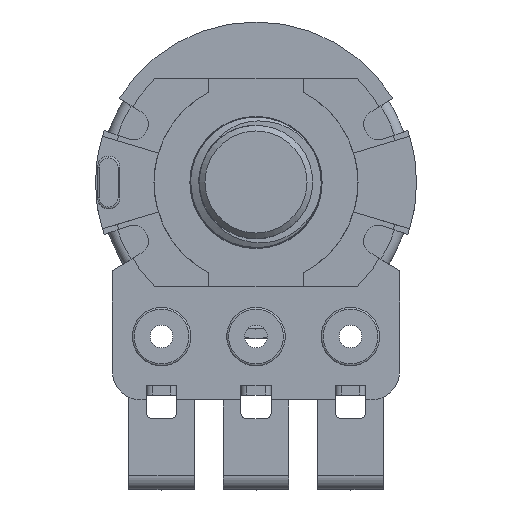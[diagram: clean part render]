
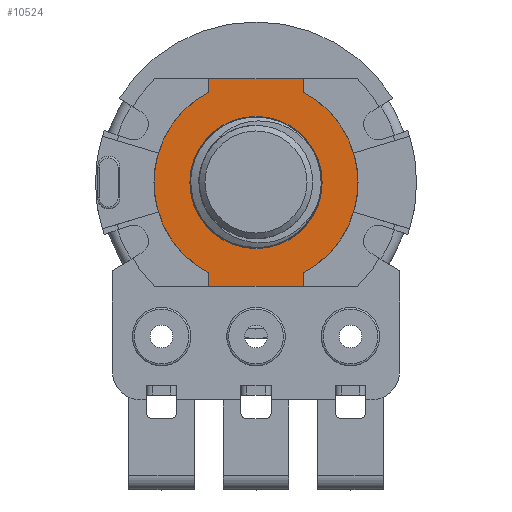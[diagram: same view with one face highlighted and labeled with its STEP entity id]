
A CAD part, top view. The second image highlights one B-rep face of the part: STEP entity #10524.
In plain terms, the highlighted planar face has unit normal (0, 0, 1).
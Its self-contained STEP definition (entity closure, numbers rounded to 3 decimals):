
#946=FACE_BOUND('',#1836,.T.);
#1011=PLANE('',#11178);
#1236=FACE_OUTER_BOUND('',#1835,.T.);
#1835=EDGE_LOOP('',(#7345,#7346,#7347,#7348,#7349,#7350,#7351,#7352));
#1836=EDGE_LOOP('',(#7353));
#2427=CIRCLE('',#11131,3.5);
#2435=CIRCLE('',#11149,5.4);
#2440=CIRCLE('',#11157,5.4);
#2750=LINE('',#15192,#3537);
#2752=LINE('',#15196,#3539);
#2754=LINE('',#15199,#3541);
#2755=LINE('',#15202,#3542);
#2757=LINE('',#15206,#3544);
#2759=LINE('',#15209,#3546);
#3537=VECTOR('',#11889,10.);
#3539=VECTOR('',#11893,10.);
#3541=VECTOR('',#11897,10.);
#3542=VECTOR('',#11900,10.);
#3544=VECTOR('',#11904,10.);
#3546=VECTOR('',#11908,10.);
#4310=VERTEX_POINT('',#15061);
#4336=VERTEX_POINT('',#15130);
#4337=VERTEX_POINT('',#15132);
#4343=VERTEX_POINT('',#15150);
#4344=VERTEX_POINT('',#15152);
#4355=VERTEX_POINT('',#15191);
#4356=VERTEX_POINT('',#15195);
#4357=VERTEX_POINT('',#15201);
#4358=VERTEX_POINT('',#15205);
#5447=EDGE_CURVE('',#4310,#4310,#2427,.T.);
#5480=EDGE_CURVE('',#4337,#4336,#2435,.T.);
#5490=EDGE_CURVE('',#4344,#4343,#2440,.T.);
#5510=EDGE_CURVE('',#4336,#4355,#2750,.T.);
#5512=EDGE_CURVE('',#4355,#4356,#2752,.T.);
#5514=EDGE_CURVE('',#4356,#4344,#2754,.T.);
#5515=EDGE_CURVE('',#4343,#4357,#2755,.T.);
#5517=EDGE_CURVE('',#4358,#4357,#2757,.T.);
#5519=EDGE_CURVE('',#4358,#4337,#2759,.T.);
#7345=ORIENTED_EDGE('',*,*,#5519,.T.);
#7346=ORIENTED_EDGE('',*,*,#5480,.T.);
#7347=ORIENTED_EDGE('',*,*,#5510,.T.);
#7348=ORIENTED_EDGE('',*,*,#5512,.T.);
#7349=ORIENTED_EDGE('',*,*,#5514,.T.);
#7350=ORIENTED_EDGE('',*,*,#5490,.T.);
#7351=ORIENTED_EDGE('',*,*,#5515,.T.);
#7352=ORIENTED_EDGE('',*,*,#5517,.F.);
#7353=ORIENTED_EDGE('',*,*,#5447,.T.);
#10524=ADVANCED_FACE('',(#1236,#946),#1011,.T.);
#11131=AXIS2_PLACEMENT_3D('',#15063,#11763,#11764);
#11149=AXIS2_PLACEMENT_3D('',#15133,#11824,#11825);
#11157=AXIS2_PLACEMENT_3D('',#15153,#11845,#11846);
#11178=AXIS2_PLACEMENT_3D('',#15210,#11909,#11910);
#11763=DIRECTION('center_axis',(0.,0.,-1.));
#11764=DIRECTION('ref_axis',(-1.,0.,0.));
#11824=DIRECTION('center_axis',(0.,0.,1.));
#11825=DIRECTION('ref_axis',(-0.463,0.886,0.));
#11845=DIRECTION('center_axis',(0.,0.,1.));
#11846=DIRECTION('ref_axis',(0.463,-0.886,0.));
#11889=DIRECTION('',(0.,-1.,0.));
#11893=DIRECTION('',(1.,0.,0.));
#11897=DIRECTION('',(0.,1.,0.));
#11900=DIRECTION('',(0.,1.,0.));
#11904=DIRECTION('',(1.,0.,0.));
#11908=DIRECTION('',(0.,-1.,0.));
#11909=DIRECTION('center_axis',(0.,0.,1.));
#11910=DIRECTION('ref_axis',(1.,0.,0.));
#15061=CARTESIAN_POINT('',(3.5,0.,10.7));
#15063=CARTESIAN_POINT('Origin',(0.,0.,10.7));
#15130=CARTESIAN_POINT('',(-2.5,-4.786,10.7));
#15132=CARTESIAN_POINT('',(-2.5,4.786,10.7));
#15133=CARTESIAN_POINT('Origin',(0.,0.,10.7));
#15150=CARTESIAN_POINT('',(2.5,4.786,10.7));
#15152=CARTESIAN_POINT('',(2.5,-4.786,10.7));
#15153=CARTESIAN_POINT('Origin',(0.,0.,10.7));
#15191=CARTESIAN_POINT('',(-2.5,-5.5,10.7));
#15192=CARTESIAN_POINT('',(-2.5,-4.786,10.7));
#15195=CARTESIAN_POINT('',(2.5,-5.5,10.7));
#15196=CARTESIAN_POINT('',(-10.,-5.5,10.7));
#15199=CARTESIAN_POINT('',(2.5,-5.5,10.7));
#15201=CARTESIAN_POINT('',(2.5,5.5,10.7));
#15202=CARTESIAN_POINT('',(2.5,4.786,10.7));
#15205=CARTESIAN_POINT('',(-2.5,5.5,10.7));
#15206=CARTESIAN_POINT('',(-10.,5.5,10.7));
#15209=CARTESIAN_POINT('',(-2.5,5.5,10.7));
#15210=CARTESIAN_POINT('Origin',(0.,0.,10.7));
